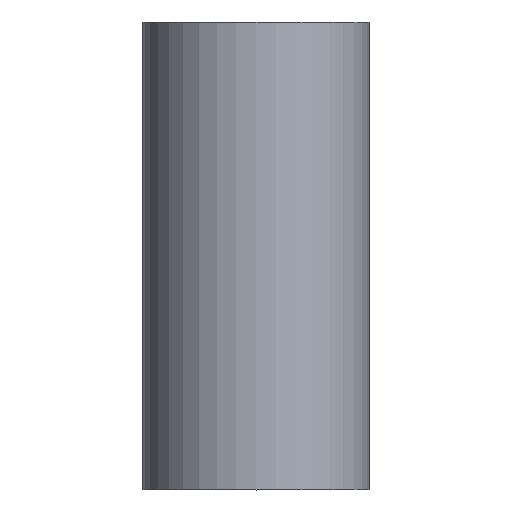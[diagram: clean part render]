
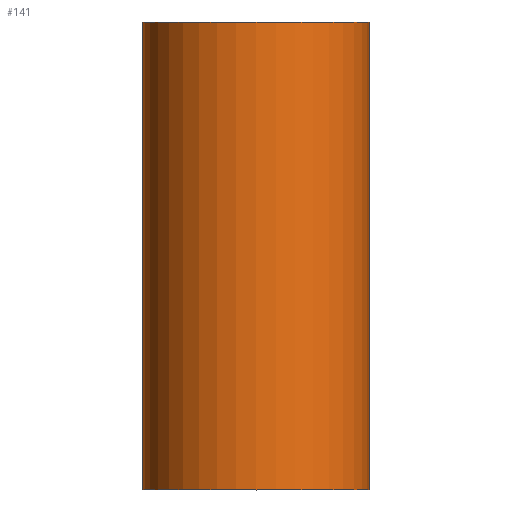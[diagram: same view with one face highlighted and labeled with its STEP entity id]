
A CAD part, top view. The second image highlights one B-rep face of the part: STEP entity #141.
In plain terms, the highlighted cylindrical face has radius 7.495 mm (diameter 14.99 mm), a full revolution.
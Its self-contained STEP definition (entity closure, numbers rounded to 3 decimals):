
#17=FACE_BOUND('',#41,.T.);
#27=CIRCLE('',#169,7.495);
#28=CIRCLE('',#170,7.495);
#33=FACE_OUTER_BOUND('',#40,.T.);
#40=EDGE_LOOP('',(#123,#124,#125,#126));
#41=EDGE_LOOP('',(#127));
#51=LINE('',#316,#57);
#57=VECTOR('',#204,7.495);
#61=B_SPLINE_CURVE_WITH_KNOTS('',3,(#249,#250,#251,#252,#253,#254,#255,
#256,#257,#258,#259,#260,#261,#262,#263,#264,#265,#266,#267,#268,#269,#270,
#271,#272,#273,#274,#275,#276,#277,#278,#279,#280,#281,#282),
 .UNSPECIFIED.,.T.,.F.,(4,2,2,2,2,2,2,2,2,2,2,2,2,2,2,2,4),(0.,0.048,
0.095,0.143,0.191,0.239,
0.286,0.334,0.382,0.43,
0.477,0.525,0.573,0.62,
0.668,0.716,0.764),.UNSPECIFIED.);
#67=VERTEX_POINT('',#247);
#74=VERTEX_POINT('',#313);
#75=VERTEX_POINT('',#315);
#80=EDGE_CURVE('',#67,#67,#61,.T.);
#92=EDGE_CURVE('',#74,#74,#27,.T.);
#93=EDGE_CURVE('',#74,#75,#51,.T.);
#94=EDGE_CURVE('',#75,#75,#28,.T.);
#123=ORIENTED_EDGE('',*,*,#92,.F.);
#124=ORIENTED_EDGE('',*,*,#93,.T.);
#125=ORIENTED_EDGE('',*,*,#94,.T.);
#126=ORIENTED_EDGE('',*,*,#93,.F.);
#127=ORIENTED_EDGE('',*,*,#80,.T.);
#136=CYLINDRICAL_SURFACE('',#168,7.495);
#141=ADVANCED_FACE('',(#33,#17),#136,.T.);
#168=AXIS2_PLACEMENT_3D('',#312,#200,#201);
#169=AXIS2_PLACEMENT_3D('',#314,#202,#203);
#170=AXIS2_PLACEMENT_3D('',#317,#205,#206);
#200=DIRECTION('center_axis',(0.,1.,0.));
#201=DIRECTION('ref_axis',(1.,0.,0.));
#202=DIRECTION('center_axis',(0.,1.,0.));
#203=DIRECTION('ref_axis',(1.,0.,0.));
#204=DIRECTION('',(0.,-1.,0.));
#205=DIRECTION('center_axis',(0.,1.,0.));
#206=DIRECTION('ref_axis',(1.,0.,0.));
#247=CARTESIAN_POINT('',(-1.265,26.,-7.388));
#249=CARTESIAN_POINT('Ctrl Pts',(-1.265,26.,-7.388));
#250=CARTESIAN_POINT('Ctrl Pts',(-1.265,25.841,-7.388));
#251=CARTESIAN_POINT('Ctrl Pts',(-1.233,25.671,-7.393));
#252=CARTESIAN_POINT('Ctrl Pts',(-1.104,25.36,-7.414));
#253=CARTESIAN_POINT('Ctrl Pts',(-1.006,25.218,-7.428));
#254=CARTESIAN_POINT('Ctrl Pts',(-0.782,24.994,-7.455));
#255=CARTESIAN_POINT('Ctrl Pts',(-0.64,24.897,-7.469));
#256=CARTESIAN_POINT('Ctrl Pts',(-0.329,24.767,-7.489));
#257=CARTESIAN_POINT('Ctrl Pts',(-0.159,24.736,-7.495));
#258=CARTESIAN_POINT('Ctrl Pts',(0.159,24.736,-7.495));
#259=CARTESIAN_POINT('Ctrl Pts',(0.329,24.767,-7.489));
#260=CARTESIAN_POINT('Ctrl Pts',(0.64,24.897,-7.469));
#261=CARTESIAN_POINT('Ctrl Pts',(0.782,24.994,-7.455));
#262=CARTESIAN_POINT('Ctrl Pts',(1.006,25.218,-7.428));
#263=CARTESIAN_POINT('Ctrl Pts',(1.104,25.36,-7.414));
#264=CARTESIAN_POINT('Ctrl Pts',(1.233,25.671,-7.393));
#265=CARTESIAN_POINT('Ctrl Pts',(1.265,25.841,-7.388));
#266=CARTESIAN_POINT('Ctrl Pts',(1.265,26.159,-7.388));
#267=CARTESIAN_POINT('Ctrl Pts',(1.233,26.329,-7.393));
#268=CARTESIAN_POINT('Ctrl Pts',(1.104,26.64,-7.414));
#269=CARTESIAN_POINT('Ctrl Pts',(1.006,26.782,-7.428));
#270=CARTESIAN_POINT('Ctrl Pts',(0.782,27.006,-7.455));
#271=CARTESIAN_POINT('Ctrl Pts',(0.64,27.104,-7.469));
#272=CARTESIAN_POINT('Ctrl Pts',(0.329,27.233,-7.489));
#273=CARTESIAN_POINT('Ctrl Pts',(0.159,27.265,-7.495));
#274=CARTESIAN_POINT('Ctrl Pts',(-0.159,27.265,-7.495));
#275=CARTESIAN_POINT('Ctrl Pts',(-0.329,27.233,-7.489));
#276=CARTESIAN_POINT('Ctrl Pts',(-0.64,27.104,-7.469));
#277=CARTESIAN_POINT('Ctrl Pts',(-0.782,27.006,-7.455));
#278=CARTESIAN_POINT('Ctrl Pts',(-1.006,26.782,-7.428));
#279=CARTESIAN_POINT('Ctrl Pts',(-1.104,26.64,-7.414));
#280=CARTESIAN_POINT('Ctrl Pts',(-1.233,26.329,-7.393));
#281=CARTESIAN_POINT('Ctrl Pts',(-1.265,26.159,-7.388));
#282=CARTESIAN_POINT('Ctrl Pts',(-1.265,26.,-7.388));
#312=CARTESIAN_POINT('Origin',(0.,0.,0.));
#313=CARTESIAN_POINT('',(-7.495,31.,0.));
#314=CARTESIAN_POINT('Origin',(0.,31.,0.));
#315=CARTESIAN_POINT('',(-7.495,0.,0.));
#316=CARTESIAN_POINT('',(-7.495,0.,0.));
#317=CARTESIAN_POINT('Origin',(0.,0.,0.));
